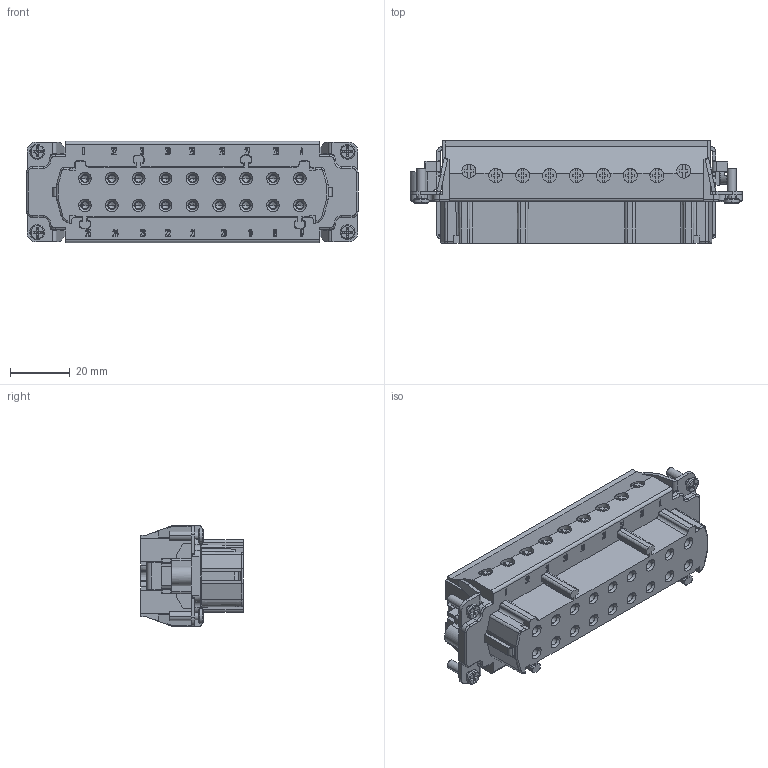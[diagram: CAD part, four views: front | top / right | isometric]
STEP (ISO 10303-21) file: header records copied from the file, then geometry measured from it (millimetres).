
FILE_DESCRIPTION(/* description */ (''),/* implementation_level */ '2;1');
FILE_NAME(/* name */ '3D_1240160210002_HVE-016-F_17-32__V1.0_stp.stp',/* time_stamp */ '2023-11-29T14:23:20+08:00',/* author */ (''),/* organization */ (''),/* preprocessor_version */ 'ST-DEVELOPER v18.1',/* originating_system */ 'SIEMENS PLM Software NX 1980',/* authorisation */ '');
FILE_SCHEMA (('AP203_CONFIGURATION_CONTROLLED_3D_DESIGN_OF_MECHANICAL_PARTS_AND_ASSEMBLIES_MIM_LF { 1 0 10303 403 2 1 2}'));
Products named in the file (1): ylga24CCF8FCva9m
Bounding box: 111.26 x 34.4 x 33.9 mm (x, y, z)
Volume: 72867.9 mm3; surface area: 29296.5 mm2
Topology: 1 solids, 1 shells, 4588 faces, 13174 edges, 8581 vertices
Faces by surface type: plane 3371, cylinder 758, cone 286, torus 143, bspline 30
Entity records: 152121 total; most frequent: CARTESIAN_POINT 34741, ORIENTED_EDGE 26204, DIRECTION 21700, EDGE_CURVE 13102, LINE 9918, VECTOR 9918, VERTEX_POINT 8581, AXIS2_PLACEMENT_3D 5891
